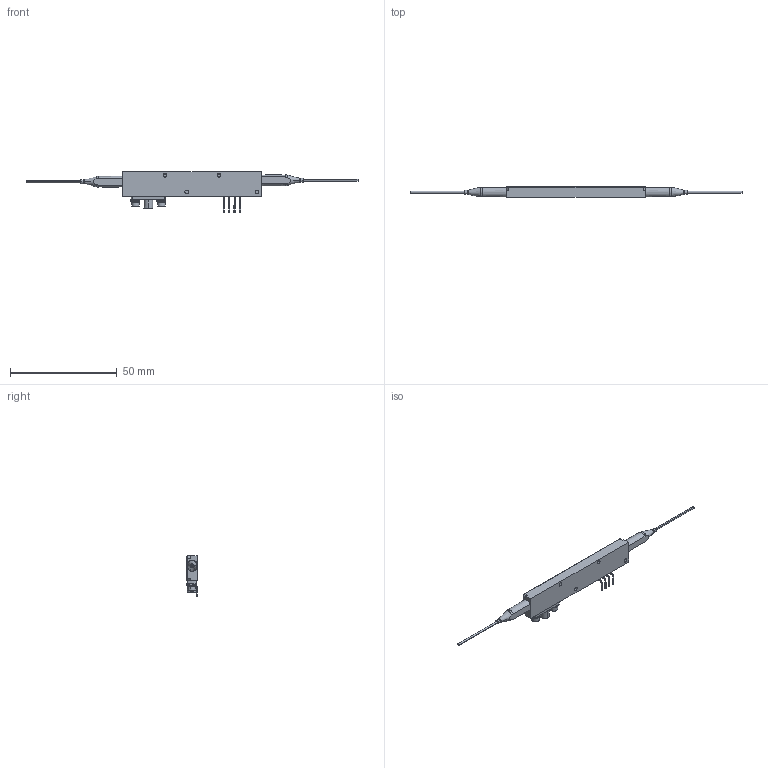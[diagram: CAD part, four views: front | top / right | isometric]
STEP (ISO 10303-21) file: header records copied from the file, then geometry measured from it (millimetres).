
FILE_DESCRIPTION (( 'STEP AP203' ), '1' );
FILE_NAME ('20866-E0W.STEP', '2018-05-07T19:44:33', ( '' ), ( '' ), 'SwSTEP 2.0', 'SolidWorks 2016', '' );
FILE_SCHEMA (( 'CONFIG_CONTROL_DESIGN' ));
Length unit declared in the file: millimetre
Products named in the file (1): 20866-E0W
Bounding box: 155.8 x 4.91 x 18.89 mm (x, y, z)
Surface area: 3597.6 mm2 (no closed solid volume)
Topology: 0 solids, 47 shells, 536 faces, 2427 edges, 1865 vertices
Faces by surface type: plane 259, cylinder 115, bspline 78, torus 48, cone 34, sphere 2
Entity records: 34066 total; most frequent: CARTESIAN_POINT 16160, ORIENTED_EDGE 3307, DIRECTION 3140, EDGE_CURVE 2424, VERTEX_POINT 1865, LINE 1390, VECTOR 1390, AXIS2_PLACEMENT_3D 875
